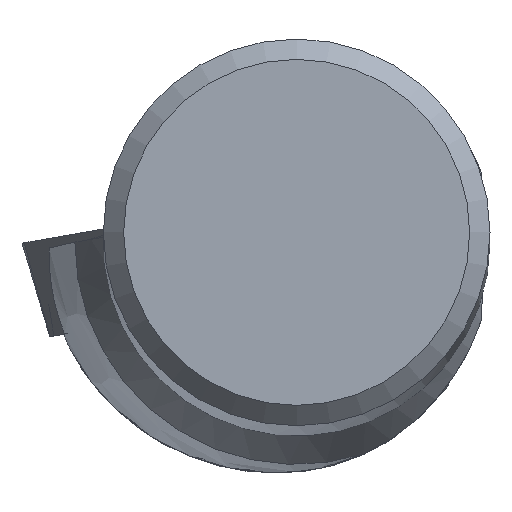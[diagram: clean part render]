
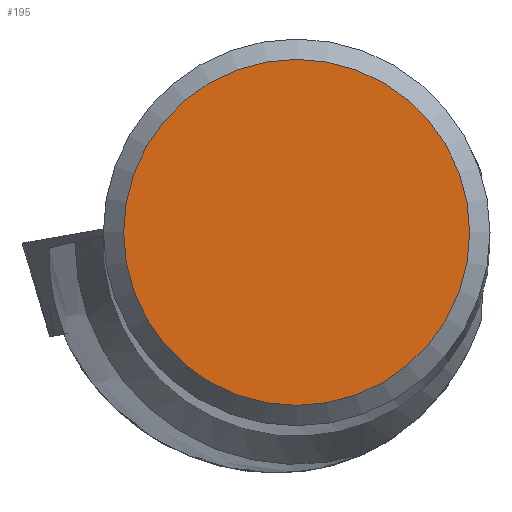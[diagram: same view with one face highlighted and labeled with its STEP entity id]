
A CAD part, top view. The second image highlights one B-rep face of the part: STEP entity #195.
In plain terms, the highlighted planar face has unit normal (0, 0, 1).
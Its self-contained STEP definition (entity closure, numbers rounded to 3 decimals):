
#162=FACE_OUTER_BOUND('',#346,.T.);
#195=ADVANCED_FACE('',(#162),#218,.T.);
#218=PLANE('',#826);
#346=EDGE_LOOP('',(#476));
#476=ORIENTED_EDGE('',*,*,#663,.T.);
#586=VERTEX_POINT('',#1322);
#663=EDGE_CURVE('',#586,#586,#704,.T.);
#704=CIRCLE('',#825,4.256);
#825=AXIS2_PLACEMENT_3D('',#1321,#977,#978);
#826=AXIS2_PLACEMENT_3D('',#1323,#979,#980);
#977=DIRECTION('',(0.,0.,1.));
#978=DIRECTION('',(1.,0.,0.));
#979=DIRECTION('',(0.,0.,1.));
#980=DIRECTION('',(1.,0.,0.));
#1321=CARTESIAN_POINT('',(0.,0.,0.));
#1322=CARTESIAN_POINT('',(4.256,0.,0.));
#1323=CARTESIAN_POINT('',(0.,0.,
0.));
